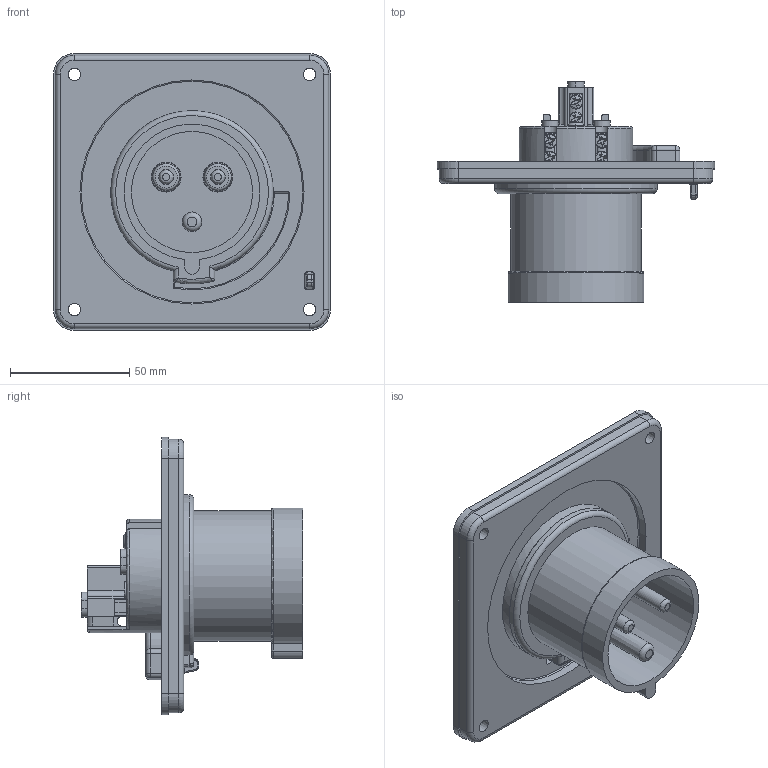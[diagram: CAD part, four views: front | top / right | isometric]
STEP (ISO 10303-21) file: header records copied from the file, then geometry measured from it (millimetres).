
FILE_DESCRIPTION(/* description */ (''),/* implementation_level */ '2;1');
FILE_NAME(/* name */ '4003593.stp',/* time_stamp */ '2019-03-01T11:22:25+01:00',/* author */ (''),/* organization */ (''),/* preprocessor_version */ 'ST-DEVELOPER v16.7',/* originating_system */ 'SIEMENS PLM Software NX 12.0',/* authorisation */ '');
FILE_SCHEMA (('AUTOMOTIVE_DESIGN { 1 0 10303 214 3 1 1 1 }'));
Products named in the file (1): bsom23CC53FBp1w4
Bounding box: 116 x 92.5 x 116 mm (x, y, z)
Volume: 83767.8 mm3; surface area: 106944.2 mm2
Topology: 16 solids, 16 shells, 1819 faces, 4422 edges, 2677 vertices
Faces by surface type: plane 677, cylinder 539, bspline 290, torus 174, sphere 90, cone 49
Full cylindrical faces by diameter (mm): 1.8 x3, 1.875 x3, 2.5 x3, 2.7 x3, 2.8 x6, 3.5 x6, 4.3 x3, 4.4 x3, 4.7 x3, 5 x3, 5.1 x4, 5.5 x2, 6 x8, 6.3 x2, 7 x1, 8 x2, 8.3 x3, 9.002 x1, 9.3 x1, 11 x2, 11.998 x1, 47.6 x1, 50.7 x1, 54.5 x1, 55.5 x1, 61.1 x1, 68 x1, 93.8 x1, 98.8 x1
Entity records: 68941 total; most frequent: CARTESIAN_POINT 28389, DIRECTION 8340, ORIENTED_EDGE 8328, EDGE_CURVE 4164, AXIS2_PLACEMENT_3D 3230, VERTEX_POINT 2617, EDGE_LOOP 2114, LINE 1880
